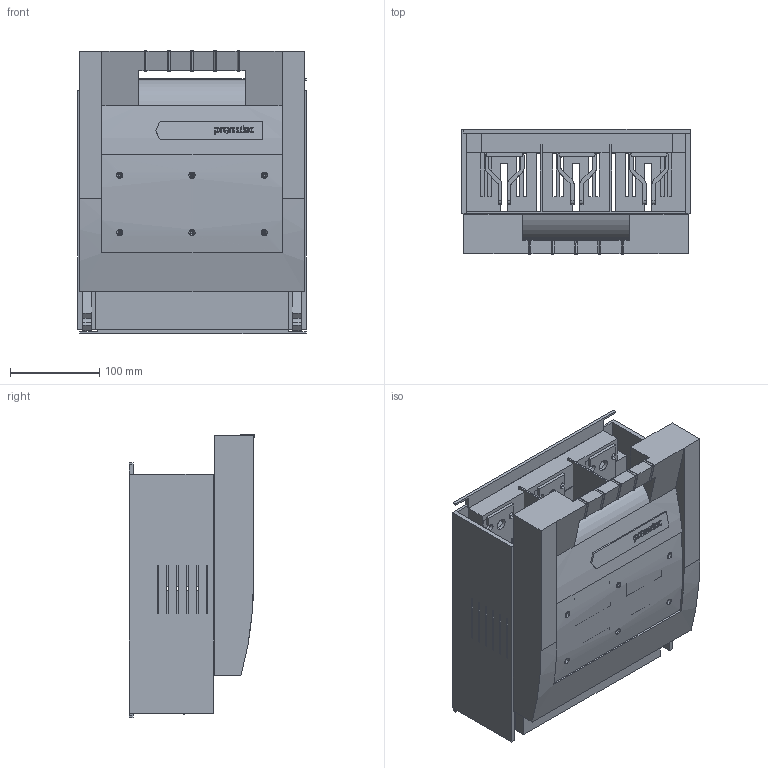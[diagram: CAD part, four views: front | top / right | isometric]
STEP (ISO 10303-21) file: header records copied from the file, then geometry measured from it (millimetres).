
FILE_DESCRIPTION(('OneSpaceDesigner STEP Export'),'2;1');
FILE_NAME('BTHC_NH-3.stp','2017-07-07T11:14:12',(''),(''),'OneSpace Designer STEP processor for AP214 (Solid Model)','OneSpace Designer 14.00B 27-May-2006 (C) CoCreate Software GmbH','');
FILE_SCHEMA(('AUTOMOTIVE_DESIGN { 1 0 10303 214 1 1 1 1 }'));
Length unit declared in the file: millimetre
Products named in the file (8): CC_2; fuse_holder; label; window; socle; 30681000_1; CC_1; BTH_NH-3
Assembly tree (12 placements, depth 2):
  BTH_NH-3
    CC_1
    30681000_1  x6
    socle
    window
    label
    fuse_holder
    CC_2
Bounding box: 256 x 140.29 x 317.95 mm (x, y, z)
Volume: 2278440.5 mm3; surface area: 1053104.4 mm2
Topology: 18 solids, 18 shells, 1455 faces, 4435 edges, 2845 vertices
Faces by surface type: plane 1057, cylinder 326, extrusion 28, sphere 24, revolution 20
Entity records: 43034 total; most frequent: CARTESIAN_POINT 11380, ORIENTED_EDGE 7090, DIRECTION 5555, EDGE_CURVE 3515, VECTOR 2725, LINE 2697, VERTEX_POINT 2245, AXIS2_PLACEMENT_3D 1405
